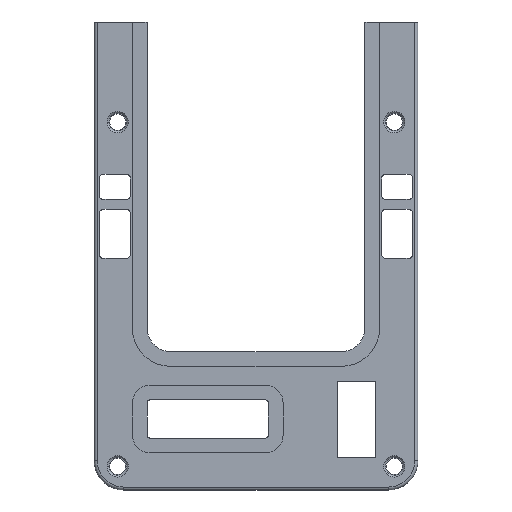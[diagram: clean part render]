
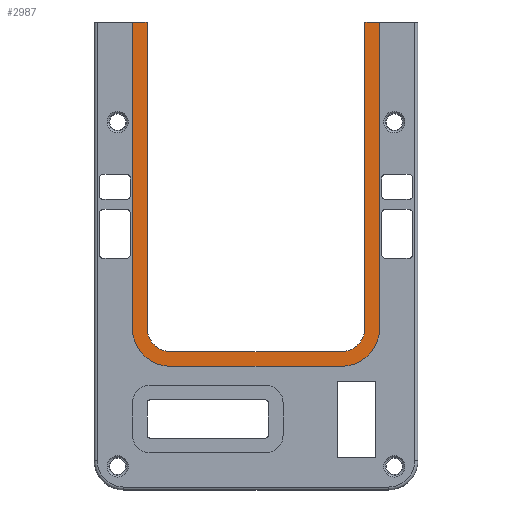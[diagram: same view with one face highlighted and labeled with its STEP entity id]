
A CAD part, top view. The second image highlights one B-rep face of the part: STEP entity #2987.
In plain terms, the highlighted planar face has unit normal (0, 0, 1).
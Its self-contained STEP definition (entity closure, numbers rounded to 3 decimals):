
#121=CIRCLE('',#3182,13.);
#122=CIRCLE('',#3183,13.);
#123=CIRCLE('',#3184,8.);
#124=CIRCLE('',#3185,8.);
#256=FACE_OUTER_BOUND('',#434,.T.);
#434=EDGE_LOOP('',(#2001,#2002,#2003,#2004,#2005,#2006,#2007,#2008,#2009,
#2010,#2011,#2012));
#635=LINE('',#4431,#950);
#641=LINE('',#4443,#956);
#642=LINE('',#4446,#957);
#645=LINE('',#4452,#960);
#646=LINE('',#4456,#961);
#647=LINE('',#4459,#962);
#648=LINE('',#4461,#963);
#649=LINE('',#4465,#964);
#950=VECTOR('',#3493,10.);
#956=VECTOR('',#3501,10.);
#957=VECTOR('',#3504,10.);
#960=VECTOR('',#3509,10.);
#961=VECTOR('',#3512,10.);
#962=VECTOR('',#3515,10.);
#963=VECTOR('',#3516,10.);
#964=VECTOR('',#3519,10.);
#1264=VERTEX_POINT('',#4427);
#1266=VERTEX_POINT('',#4430);
#1269=VERTEX_POINT('',#4437);
#1271=VERTEX_POINT('',#4441);
#1272=VERTEX_POINT('',#4445);
#1274=VERTEX_POINT('',#4451);
#1275=VERTEX_POINT('',#4453);
#1276=VERTEX_POINT('',#4455);
#1277=VERTEX_POINT('',#4457);
#1278=VERTEX_POINT('',#4460);
#1279=VERTEX_POINT('',#4462);
#1280=VERTEX_POINT('',#4464);
#1543=EDGE_CURVE('',#1266,#1264,#635,.T.);
#1549=EDGE_CURVE('',#1269,#1271,#641,.T.);
#1550=EDGE_CURVE('',#1272,#1266,#642,.T.);
#1553=EDGE_CURVE('',#1274,#1264,#645,.T.);
#1554=EDGE_CURVE('',#1274,#1275,#121,.T.);
#1555=EDGE_CURVE('',#1276,#1275,#646,.T.);
#1556=EDGE_CURVE('',#1276,#1277,#122,.T.);
#1557=EDGE_CURVE('',#1269,#1277,#647,.T.);
#1558=EDGE_CURVE('',#1271,#1278,#648,.T.);
#1559=EDGE_CURVE('',#1278,#1279,#123,.T.);
#1560=EDGE_CURVE('',#1279,#1280,#649,.T.);
#1561=EDGE_CURVE('',#1280,#1272,#124,.T.);
#2001=ORIENTED_EDGE('',*,*,#1543,.T.);
#2002=ORIENTED_EDGE('',*,*,#1553,.F.);
#2003=ORIENTED_EDGE('',*,*,#1554,.T.);
#2004=ORIENTED_EDGE('',*,*,#1555,.F.);
#2005=ORIENTED_EDGE('',*,*,#1556,.T.);
#2006=ORIENTED_EDGE('',*,*,#1557,.F.);
#2007=ORIENTED_EDGE('',*,*,#1549,.T.);
#2008=ORIENTED_EDGE('',*,*,#1558,.T.);
#2009=ORIENTED_EDGE('',*,*,#1559,.T.);
#2010=ORIENTED_EDGE('',*,*,#1560,.T.);
#2011=ORIENTED_EDGE('',*,*,#1561,.T.);
#2012=ORIENTED_EDGE('',*,*,#1550,.T.);
#2886=PLANE('',#3181);
#2987=ADVANCED_FACE('',(#256),#2886,.T.);
#3181=AXIS2_PLACEMENT_3D('',#4450,#3507,#3508);
#3182=AXIS2_PLACEMENT_3D('',#4454,#3510,#3511);
#3183=AXIS2_PLACEMENT_3D('',#4458,#3513,#3514);
#3184=AXIS2_PLACEMENT_3D('',#4463,#3517,#3518);
#3185=AXIS2_PLACEMENT_3D('',#4466,#3520,#3521);
#3493=DIRECTION('',(-1.,0.,0.));
#3501=DIRECTION('',(-1.,0.,0.));
#3504=DIRECTION('',(0.,1.,0.));
#3507=DIRECTION('center_axis',(0.,0.,1.));
#3508=DIRECTION('ref_axis',(-1.,0.,0.));
#3509=DIRECTION('',(0.,1.,0.));
#3510=DIRECTION('center_axis',(0.,0.,1.));
#3511=DIRECTION('ref_axis',(-1.,0.,0.));
#3512=DIRECTION('',(-1.,0.,0.));
#3513=DIRECTION('center_axis',(0.,0.,1.));
#3514=DIRECTION('ref_axis',(0.,-1.,0.));
#3515=DIRECTION('',(0.,-1.,0.));
#3516=DIRECTION('',(0.,-1.,0.));
#3517=DIRECTION('center_axis',(0.,0.,-1.));
#3518=DIRECTION('ref_axis',(0.,-1.,0.));
#3519=DIRECTION('',(-1.,0.,0.));
#3520=DIRECTION('center_axis',(0.,0.,-1.));
#3521=DIRECTION('ref_axis',(-1.,0.,0.));
#4427=CARTESIAN_POINT('',(-3.,114.,20.));
#4430=CARTESIAN_POINT('',(2.,114.,20.));
#4431=CARTESIAN_POINT('',(39.,114.,20.));
#4437=CARTESIAN_POINT('',(81.,114.,20.));
#4441=CARTESIAN_POINT('',(76.,114.,20.));
#4443=CARTESIAN_POINT('',(39.,114.,20.));
#4445=CARTESIAN_POINT('',(2.,10.,20.));
#4446=CARTESIAN_POINT('',(2.,10.,20.));
#4450=CARTESIAN_POINT('Origin',(39.,80.,20.));
#4451=CARTESIAN_POINT('',(-3.,10.,20.));
#4452=CARTESIAN_POINT('',(-3.,10.,20.));
#4453=CARTESIAN_POINT('',(10.,-3.,20.));
#4454=CARTESIAN_POINT('Origin',(10.,10.,20.));
#4455=CARTESIAN_POINT('',(68.,-3.,20.));
#4456=CARTESIAN_POINT('',(68.,-3.,20.));
#4457=CARTESIAN_POINT('',(81.,10.,20.));
#4458=CARTESIAN_POINT('Origin',(68.,10.,20.));
#4459=CARTESIAN_POINT('',(81.,150.,20.));
#4460=CARTESIAN_POINT('',(76.,10.,20.));
#4461=CARTESIAN_POINT('',(76.,150.,20.));
#4462=CARTESIAN_POINT('',(68.,2.,20.));
#4463=CARTESIAN_POINT('Origin',(68.,10.,20.));
#4464=CARTESIAN_POINT('',(10.,2.,20.));
#4465=CARTESIAN_POINT('',(68.,2.,20.));
#4466=CARTESIAN_POINT('Origin',(10.,10.,20.));
